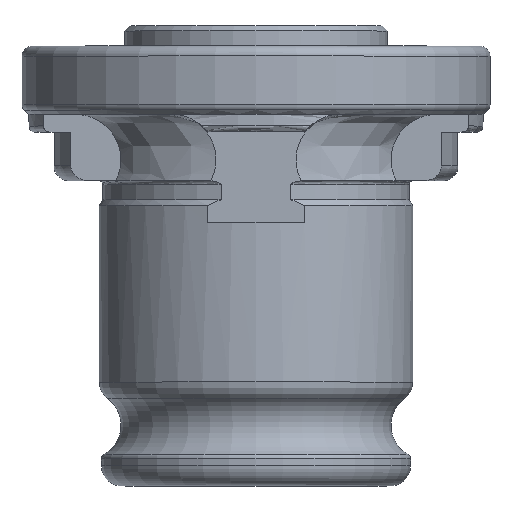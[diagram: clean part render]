
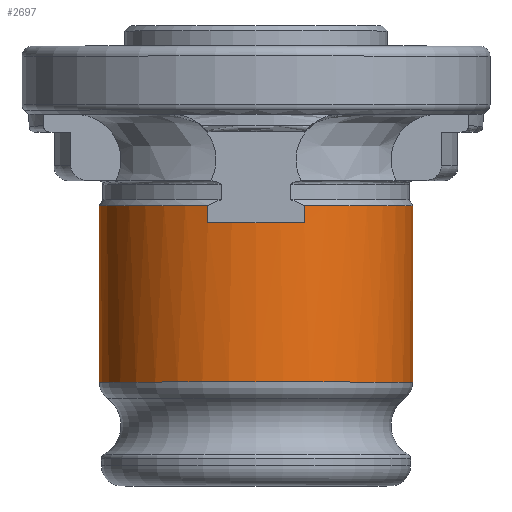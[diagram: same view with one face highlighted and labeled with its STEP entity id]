
A CAD part, top view. The second image highlights one B-rep face of the part: STEP entity #2697.
In plain terms, the highlighted cylindrical face has radius 15.5 mm (diameter 31 mm), a partial arc.
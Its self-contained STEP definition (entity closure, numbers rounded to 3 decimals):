
#328=DIRECTION('',(0.,1.,0.));
#329=VECTOR('',#328,1.7);
#330=CARTESIAN_POINT('',(-4.763,-17.5,14.75));
#331=LINE('',#330,#329);
#354=DIRECTION('',(0.,1.,0.));
#355=VECTOR('',#354,1.7);
#356=CARTESIAN_POINT('',(4.763,-17.5,14.75));
#357=LINE('',#356,#355);
#362=CARTESIAN_POINT('',(0.,-15.8,0.));
#363=DIRECTION('',(0.,1.,0.));
#364=DIRECTION('',(0.307,0.,0.952));
#365=AXIS2_PLACEMENT_3D('',#362,#363,#364);
#367=CARTESIAN_POINT('',(0.,-15.8,0.));
#368=DIRECTION('',(0.,1.,0.));
#369=DIRECTION('',(-1.,0.,0.));
#370=AXIS2_PLACEMENT_3D('',#367,#368,#369);
#372=CARTESIAN_POINT('',(0.,-17.5,0.));
#373=DIRECTION('',(0.,1.,0.));
#374=DIRECTION('',(-0.307,0.,0.952));
#375=AXIS2_PLACEMENT_3D('',#372,#373,#374);
#811=DIRECTION('',(0.,-1.,0.));
#812=VECTOR('',#811,17.438);
#813=CARTESIAN_POINT('',(-15.5,-15.8,0.));
#814=LINE('',#813,#812);
#815=DIRECTION('',(0.,-1.,0.));
#816=VECTOR('',#815,17.438);
#817=CARTESIAN_POINT('',(15.5,-15.8,0.));
#818=LINE('',#817,#816);
#839=CARTESIAN_POINT('',(0.,-33.238,0.));
#840=DIRECTION('',(0.,-1.,0.));
#841=DIRECTION('',(1.,0.,0.));
#842=AXIS2_PLACEMENT_3D('',#839,#840,#841);
#1844=CARTESIAN_POINT('',(15.5,-33.238,0.));
#1845=CARTESIAN_POINT('',(-15.5,-33.238,0.));
#1846=VERTEX_POINT('',#1844);
#1847=VERTEX_POINT('',#1845);
#1852=CARTESIAN_POINT('',(-15.5,-15.8,0.));
#1853=VERTEX_POINT('',#1852);
#1854=CARTESIAN_POINT('',(15.5,-15.8,0.));
#1855=VERTEX_POINT('',#1854);
#2060=CARTESIAN_POINT('',(-4.763,-17.5,14.75));
#2061=CARTESIAN_POINT('',(-4.763,-15.8,14.75));
#2062=VERTEX_POINT('',#2060);
#2063=VERTEX_POINT('',#2061);
#2064=CARTESIAN_POINT('',(4.763,-17.5,14.75));
#2065=CARTESIAN_POINT('',(4.763,-15.8,14.75));
#2066=VERTEX_POINT('',#2064);
#2067=VERTEX_POINT('',#2065);
#2676=CARTESIAN_POINT('',(0.,-45.675,0.));
#2677=DIRECTION('',(0.,1.,0.));
#2678=DIRECTION('',(1.,0.,0.));
#2679=AXIS2_PLACEMENT_3D('',#2676,#2677,#2678);
#2680=CYLINDRICAL_SURFACE('',#2679,15.5);
#2681=ORIENTED_EDGE('',*,*,#2650,.F.);
#2683=ORIENTED_EDGE('',*,*,#2682,.T.);
#2684=ORIENTED_EDGE('',*,*,#2669,.T.);
#2686=ORIENTED_EDGE('',*,*,#2685,.T.);
#2688=ORIENTED_EDGE('',*,*,#2687,.T.);
#2690=ORIENTED_EDGE('',*,*,#2689,.T.);
#2692=ORIENTED_EDGE('',*,*,#2691,.F.);
#2694=ORIENTED_EDGE('',*,*,#2693,.T.);
#2695=EDGE_LOOP('',(#2681,#2683,#2684,#2686,#2688,#2690,#2692,#2694));
#2696=FACE_OUTER_BOUND('',#2695,.F.);
#2697=ADVANCED_FACE('',(#2696),#2680,.T.);
#366=CIRCLE('',#365,15.5);
#371=CIRCLE('',#370,15.5);
#376=CIRCLE('',#375,15.5);
#843=CIRCLE('',#842,15.5);
#2650=EDGE_CURVE('',#2062,#2063,#331,.T.);
#2669=EDGE_CURVE('',#2066,#2067,#357,.T.);
#2682=EDGE_CURVE('',#2062,#2066,#376,.T.);
#2685=EDGE_CURVE('',#2067,#1855,#366,.T.);
#2687=EDGE_CURVE('',#1855,#1846,#818,.T.);
#2689=EDGE_CURVE('',#1846,#1847,#843,.T.);
#2691=EDGE_CURVE('',#1853,#1847,#814,.T.);
#2693=EDGE_CURVE('',#1853,#2063,#371,.T.);
